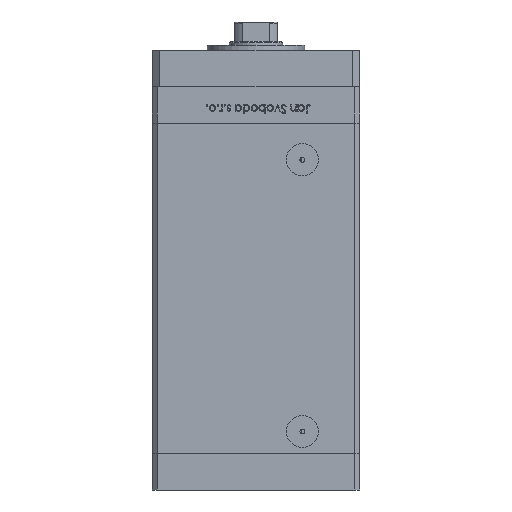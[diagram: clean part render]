
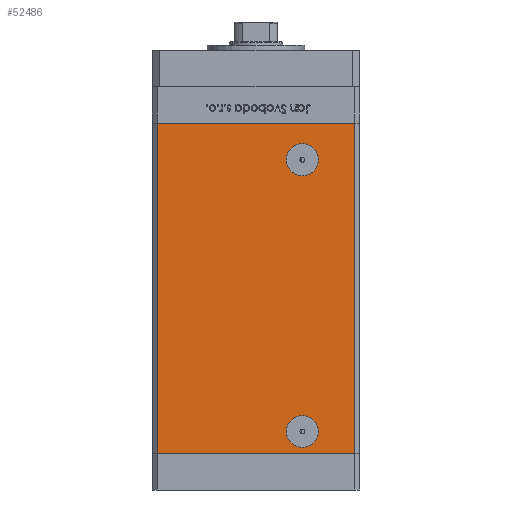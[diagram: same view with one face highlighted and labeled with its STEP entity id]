
A CAD part, front view. The second image highlights one B-rep face of the part: STEP entity #52486.
In plain terms, the highlighted planar face has unit normal (0, -1, 0).
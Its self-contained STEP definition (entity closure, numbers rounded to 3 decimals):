
#253 = DIRECTION ( 'NONE',  ( 0., 1., 0. ) ) ;
#971 = CARTESIAN_POINT ( 'NONE',  ( 40.5, -37.5, 135.5 ) ) ;
#1415 = EDGE_LOOP ( 'NONE', ( #18371, #24840, #20008, #44636 ) ) ;
#3174 = CARTESIAN_POINT ( 'NONE',  ( -40.5, -37.5, 135.5 ) ) ;
#3498 = EDGE_CURVE ( 'NONE', #18650, #41385, #46902, .T. ) ;
#4087 = CARTESIAN_POINT ( 'NONE',  ( 19., -37.5, 15.58 ) ) ;
#4211 = EDGE_LOOP ( 'NONE', ( #20296, #42830 ) ) ;
#4290 = ORIENTED_EDGE ( 'NONE', *, *, #15574, .T. ) ;
#5762 = CARTESIAN_POINT ( 'NONE',  ( 19., -37.5, 113.92 ) ) ;
#7778 = CIRCLE ( 'NONE', #19906, 6.58 ) ;
#9098 = VECTOR ( 'NONE', #28373, 1000. ) ;
#9147 = CARTESIAN_POINT ( 'NONE',  ( 40.5, -37.5, 0. ) ) ;
#9803 = FACE_BOUND ( 'NONE', #32855, .T. ) ;
#10335 = DIRECTION ( 'NONE',  ( 0., 0., 1. ) ) ;
#11776 = CARTESIAN_POINT ( 'NONE',  ( 19., -37.5, 2.42 ) ) ;
#12806 = DIRECTION ( 'NONE',  ( 0., 1., 0. ) ) ;
#14679 = PLANE ( 'NONE',  #48364 ) ;
#15574 = EDGE_CURVE ( 'NONE', #20585, #17056, #7778, .T. ) ;
#15707 = DIRECTION ( 'NONE',  ( 0., 0., -1. ) ) ;
#17056 = VERTEX_POINT ( 'NONE', #33309 ) ;
#17363 = LINE ( 'NONE', #50458, #37117 ) ;
#18371 = ORIENTED_EDGE ( 'NONE', *, *, #51917, .T. ) ;
#18650 = VERTEX_POINT ( 'NONE', #27221 ) ;
#19906 = AXIS2_PLACEMENT_3D ( 'NONE', #38072, #12806, #25536 ) ;
#20008 = ORIENTED_EDGE ( 'NONE', *, *, #29942, .F. ) ;
#20296 = ORIENTED_EDGE ( 'NONE', *, *, #45845, .F. ) ;
#20559 = VECTOR ( 'NONE', #22460, 1000. ) ;
#20585 = VERTEX_POINT ( 'NONE', #5762 ) ;
#20822 = VERTEX_POINT ( 'NONE', #4087 ) ;
#21517 = VECTOR ( 'NONE', #49456, 1000. ) ;
#21955 = EDGE_CURVE ( 'NONE', #17056, #20585, #45357, .T. ) ;
#22460 = DIRECTION ( 'NONE',  ( 0., 0., -1. ) ) ;
#24840 = ORIENTED_EDGE ( 'NONE', *, *, #39356, .F. ) ;
#25031 = CIRCLE ( 'NONE', #40675, 6.58 ) ;
#25536 = DIRECTION ( 'NONE',  ( 0., 0., -1. ) ) ;
#26830 = ORIENTED_EDGE ( 'NONE', *, *, #21955, .T. ) ;
#27221 = CARTESIAN_POINT ( 'NONE',  ( -40.5, -37.5, 135.5 ) ) ;
#27730 = LINE ( 'NONE', #28808, #21517 ) ;
#28373 = DIRECTION ( 'NONE',  ( 1., 0., 0. ) ) ;
#28808 = CARTESIAN_POINT ( 'NONE',  ( 40.5, -37.5, 135.5 ) ) ;
#29034 = EDGE_CURVE ( 'NONE', #20822, #42065, #36839, .T. ) ;
#29942 = EDGE_CURVE ( 'NONE', #18650, #39122, #44161, .T. ) ;
#30948 = FACE_BOUND ( 'NONE', #4211, .T. ) ;
#32185 = DIRECTION ( 'NONE',  ( 0., 0., -1. ) ) ;
#32855 = EDGE_LOOP ( 'NONE', ( #4290, #26830 ) ) ;
#33309 = CARTESIAN_POINT ( 'NONE',  ( 19., -37.5, 127.08 ) ) ;
#34166 = DIRECTION ( 'NONE',  ( 1., 0., 0. ) ) ;
#36839 = CIRCLE ( 'NONE', #53298, 6.58 ) ;
#37078 = CARTESIAN_POINT ( 'NONE',  ( 19., -37.5, 9. ) ) ;
#37117 = VECTOR ( 'NONE', #34166, 1000. ) ;
#38072 = CARTESIAN_POINT ( 'NONE',  ( 19., -37.5, 120.5 ) ) ;
#38697 = DIRECTION ( 'NONE',  ( 0., 0., -1. ) ) ;
#39122 = VERTEX_POINT ( 'NONE', #971 ) ;
#39356 = EDGE_CURVE ( 'NONE', #39122, #40867, #27730, .T. ) ;
#40675 = AXIS2_PLACEMENT_3D ( 'NONE', #37078, #41156, #32185 ) ;
#40867 = VERTEX_POINT ( 'NONE', #9147 ) ;
#41156 = DIRECTION ( 'NONE',  ( 0., -1., 0. ) ) ;
#41215 = CARTESIAN_POINT ( 'NONE',  ( 19., -37.5, 120.5 ) ) ;
#41385 = VERTEX_POINT ( 'NONE', #49052 ) ;
#42065 = VERTEX_POINT ( 'NONE', #11776 ) ;
#42830 = ORIENTED_EDGE ( 'NONE', *, *, #29034, .F. ) ;
#44161 = LINE ( 'NONE', #3174, #9098 ) ;
#44636 = ORIENTED_EDGE ( 'NONE', *, *, #3498, .T. ) ;
#45357 = CIRCLE ( 'NONE', #49705, 6.58 ) ;
#45845 = EDGE_CURVE ( 'NONE', #42065, #20822, #25031, .T. ) ;
#46902 = LINE ( 'NONE', #47947, #20559 ) ;
#46981 = FACE_OUTER_BOUND ( 'NONE', #1415, .T. ) ;
#47506 = DIRECTION ( 'NONE',  ( 0., 1., 0. ) ) ;
#47773 = CARTESIAN_POINT ( 'NONE',  ( -40.5, -37.5, 135.5 ) ) ;
#47947 = CARTESIAN_POINT ( 'NONE',  ( -40.5, -37.5, 135.5 ) ) ;
#48364 = AXIS2_PLACEMENT_3D ( 'NONE', #47773, #47506, #10335 ) ;
#49052 = CARTESIAN_POINT ( 'NONE',  ( -40.5, -37.5, 0. ) ) ;
#49456 = DIRECTION ( 'NONE',  ( 0., 0., -1. ) ) ;
#49705 = AXIS2_PLACEMENT_3D ( 'NONE', #41215, #253, #15707 ) ;
#50458 = CARTESIAN_POINT ( 'NONE',  ( -40.5, -37.5, 0. ) ) ;
#50634 = CARTESIAN_POINT ( 'NONE',  ( 19., -37.5, 9. ) ) ;
#51439 = DIRECTION ( 'NONE',  ( 0., -1., 0. ) ) ;
#51917 = EDGE_CURVE ( 'NONE', #41385, #40867, #17363, .T. ) ;
#52486 = ADVANCED_FACE ( 'NONE', ( #30948, #46981, #9803 ), #14679, .F. ) ;
#53298 = AXIS2_PLACEMENT_3D ( 'NONE', #50634, #51439, #38697 ) ;
